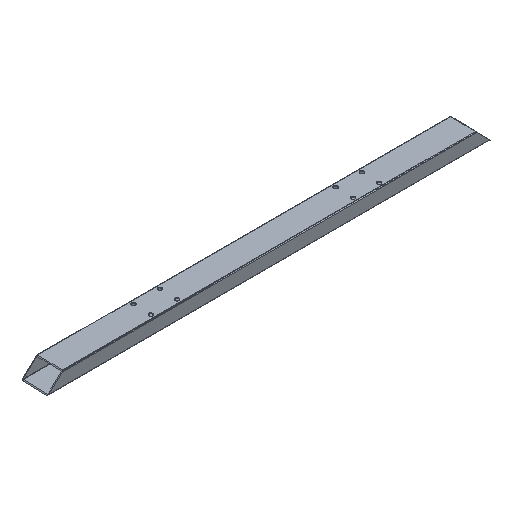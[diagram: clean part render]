
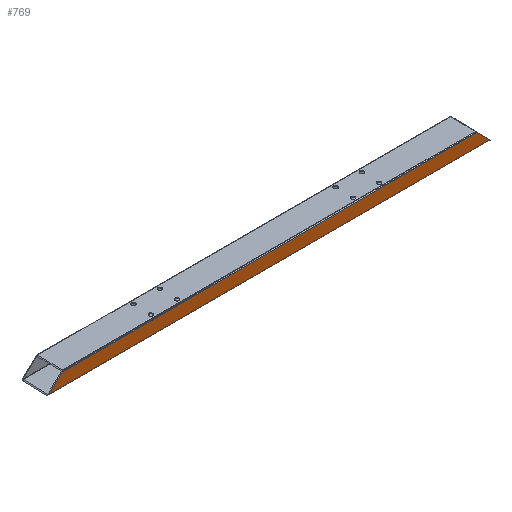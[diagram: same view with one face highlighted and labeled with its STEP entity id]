
A CAD part, isometric view. The second image highlights one B-rep face of the part: STEP entity #769.
In plain terms, the highlighted planar face has unit normal (0, -1, -0.032).
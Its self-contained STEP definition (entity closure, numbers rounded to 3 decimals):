
#22 = VERTEX_POINT('',#23);
#23 = CARTESIAN_POINT('',(-589.5,-33.744,-18.215));
#34 = PLANE('',#35);
#35 = AXIS2_PLACEMENT_3D('',#36,#37,#38);
#36 = CARTESIAN_POINT('',(-572.,0.679,0.394));
#37 = DIRECTION('',(0.707,0.023,-0.707));
#38 = DIRECTION('',(0.707,-0.023,0.707));
#48 = CYLINDRICAL_SURFACE('',#49,2.5);
#49 = AXIS2_PLACEMENT_3D('',#50,#51,#52);
#50 = CARTESIAN_POINT('',(0.,-31.245,
    -18.135));
#51 = DIRECTION('',(-1.,0.,0.));
#52 = DIRECTION('',(0.,-0.032,
    0.999));
#275 = VERTEX_POINT('',#276);
#276 = CARTESIAN_POINT('',(-554.5,-34.862,16.767));
#294 = CYLINDRICAL_SURFACE('',#295,2.5);
#295 = AXIS2_PLACEMENT_3D('',#296,#297,#298);
#296 = CARTESIAN_POINT('',(0.,-32.363,
    16.847));
#297 = DIRECTION('',(-1.,0.,0.));
#298 = DIRECTION('',(0.,-0.032,
    0.999));
#328 = EDGE_CURVE('',#22,#275,#329,.T.);
#329 = SURFACE_CURVE('',#330,(#334,#341),.PCURVE_S1.);
#330 = LINE('',#331,#332);
#331 = CARTESIAN_POINT('',(-589.5,-33.744,-18.215));
#332 = VECTOR('',#333,1.);
#333 = DIRECTION('',(0.707,-0.023,0.707)
  );
#334 = PCURVE('',#34,#335);
#335 = DEFINITIONAL_REPRESENTATION('',(#336),#340);
#336 = LINE('',#337,#338);
#337 = CARTESIAN_POINT('',(-24.749,35.));
#338 = VECTOR('',#339,1.);
#339 = DIRECTION('',(1.,0.));
#340 = ( GEOMETRIC_REPRESENTATION_CONTEXT(2) 
PARAMETRIC_REPRESENTATION_CONTEXT() REPRESENTATION_CONTEXT('2D SPACE',''
  ) );
#341 = PCURVE('',#342,#347);
#342 = PLANE('',#343);
#343 = AXIS2_PLACEMENT_3D('',#344,#345,#346);
#344 = CARTESIAN_POINT('',(0.,-33.744,
    -18.215));
#345 = DIRECTION('',(0.,-0.999,
    -0.032));
#346 = DIRECTION('',(0.,-0.032,
    0.999));
#347 = DEFINITIONAL_REPRESENTATION('',(#348),#352);
#348 = LINE('',#349,#350);
#349 = CARTESIAN_POINT('',(0.,589.5));
#350 = VECTOR('',#351,1.);
#351 = DIRECTION('',(0.707,-0.707));
#352 = ( GEOMETRIC_REPRESENTATION_CONTEXT(2) 
PARAMETRIC_REPRESENTATION_CONTEXT() REPRESENTATION_CONTEXT('2D SPACE',''
  ) );
#674 = VERTEX_POINT('',#675);
#675 = CARTESIAN_POINT('',(589.5,-33.744,-18.215));
#713 = PLANE('',#714);
#714 = AXIS2_PLACEMENT_3D('',#715,#716,#717);
#715 = CARTESIAN_POINT('',(572.,0.679,0.394));
#716 = DIRECTION('',(0.707,-0.023,0.707)
  );
#717 = DIRECTION('',(-0.707,-0.023,0.707)
  );
#727 = EDGE_CURVE('',#22,#674,#728,.T.);
#728 = SURFACE_CURVE('',#729,(#733,#762),.PCURVE_S1.);
#729 = LINE('',#730,#731);
#730 = CARTESIAN_POINT('',(-589.5,-33.744,-18.215));
#731 = VECTOR('',#732,1.);
#732 = DIRECTION('',(1.,0.,0.));
#733 = PCURVE('',#48,#734);
#734 = DEFINITIONAL_REPRESENTATION('',(#735),#761);
#735 = B_SPLINE_CURVE_WITH_KNOTS('',3,(#736,#737,#738,#739,#740,#741,
    #742,#743,#744,#745,#746,#747,#748,#749,#750,#751,#752,#753,#754,
    #755,#756,#757,#758,#759,#760),.UNSPECIFIED.,.F.,.F.,(4,1,1,1,1,1,1,
    1,1,1,1,1,1,1,1,1,1,1,1,1,1,1,4),(0.,53.591,107.182
    ,160.773,214.364,267.955,321.545,
    375.136,428.727,482.318,535.909,
    589.5,643.091,696.682,750.273,803.864
    ,857.455,911.045,964.636,1018.227,
    1071.818,1125.409,1179.),
  .QUASI_UNIFORM_KNOTS.);
#736 = CARTESIAN_POINT('',(4.712,589.5));
#737 = CARTESIAN_POINT('',(4.712,571.636));
#738 = CARTESIAN_POINT('',(4.712,535.909));
#739 = CARTESIAN_POINT('',(4.712,482.318));
#740 = CARTESIAN_POINT('',(4.712,428.727));
#741 = CARTESIAN_POINT('',(4.712,375.136));
#742 = CARTESIAN_POINT('',(4.712,321.545));
#743 = CARTESIAN_POINT('',(4.712,267.955));
#744 = CARTESIAN_POINT('',(4.712,214.364));
#745 = CARTESIAN_POINT('',(4.712,160.773));
#746 = CARTESIAN_POINT('',(4.712,107.182));
#747 = CARTESIAN_POINT('',(4.712,53.591));
#748 = CARTESIAN_POINT('',(4.712,0.));
#749 = CARTESIAN_POINT('',(4.712,-53.591));
#750 = CARTESIAN_POINT('',(4.712,-107.182));
#751 = CARTESIAN_POINT('',(4.712,-160.773));
#752 = CARTESIAN_POINT('',(4.712,-214.364));
#753 = CARTESIAN_POINT('',(4.712,-267.955));
#754 = CARTESIAN_POINT('',(4.712,-321.545));
#755 = CARTESIAN_POINT('',(4.712,-375.136));
#756 = CARTESIAN_POINT('',(4.712,-428.727));
#757 = CARTESIAN_POINT('',(4.712,-482.318));
#758 = CARTESIAN_POINT('',(4.712,-535.909));
#759 = CARTESIAN_POINT('',(4.712,-571.636));
#760 = CARTESIAN_POINT('',(4.712,-589.5));
#761 = ( GEOMETRIC_REPRESENTATION_CONTEXT(2) 
PARAMETRIC_REPRESENTATION_CONTEXT() REPRESENTATION_CONTEXT('2D SPACE',''
  ) );
#762 = PCURVE('',#342,#763);
#763 = DEFINITIONAL_REPRESENTATION('',(#764),#768);
#764 = LINE('',#765,#766);
#765 = CARTESIAN_POINT('',(0.,589.5));
#766 = VECTOR('',#767,1.);
#767 = DIRECTION('',(0.,-1.));
#768 = ( GEOMETRIC_REPRESENTATION_CONTEXT(2) 
PARAMETRIC_REPRESENTATION_CONTEXT() REPRESENTATION_CONTEXT('2D SPACE',''
  ) );
#769 = ADVANCED_FACE('',(#770),#342,.T.);
#770 = FACE_BOUND('',#771,.F.);
#771 = EDGE_LOOP('',(#772,#817,#838,#839));
#772 = ORIENTED_EDGE('',*,*,#773,.F.);
#773 = EDGE_CURVE('',#774,#275,#776,.T.);
#774 = VERTEX_POINT('',#775);
#775 = CARTESIAN_POINT('',(554.5,-34.862,16.767));
#776 = SURFACE_CURVE('',#777,(#781,#788),.PCURVE_S1.);
#777 = LINE('',#778,#779);
#778 = CARTESIAN_POINT('',(554.5,-34.862,16.767));
#779 = VECTOR('',#780,1.);
#780 = DIRECTION('',(-1.,0.,0.));
#781 = PCURVE('',#342,#782);
#782 = DEFINITIONAL_REPRESENTATION('',(#783),#787);
#783 = LINE('',#784,#785);
#784 = CARTESIAN_POINT('',(35.,-554.5));
#785 = VECTOR('',#786,1.);
#786 = DIRECTION('',(0.,1.));
#787 = ( GEOMETRIC_REPRESENTATION_CONTEXT(2) 
PARAMETRIC_REPRESENTATION_CONTEXT() REPRESENTATION_CONTEXT('2D SPACE',''
  ) );
#788 = PCURVE('',#294,#789);
#789 = DEFINITIONAL_REPRESENTATION('',(#790),#816);
#790 = B_SPLINE_CURVE_WITH_KNOTS('',3,(#791,#792,#793,#794,#795,#796,
    #797,#798,#799,#800,#801,#802,#803,#804,#805,#806,#807,#808,#809,
    #810,#811,#812,#813,#814,#815),.UNSPECIFIED.,.F.,.F.,(4,1,1,1,1,1,1,
    1,1,1,1,1,1,1,1,1,1,1,1,1,1,1,4),(0.,50.409,100.818
    ,151.227,201.636,252.045,302.455,
    352.864,403.273,453.682,504.091,554.5
    ,604.909,655.318,705.727,756.136,
    806.545,856.955,907.364,957.773,
    1008.182,1058.591,1109.),
  .QUASI_UNIFORM_KNOTS.);
#791 = CARTESIAN_POINT('',(4.712,-554.5));
#792 = CARTESIAN_POINT('',(4.712,-537.697));
#793 = CARTESIAN_POINT('',(4.712,-504.091));
#794 = CARTESIAN_POINT('',(4.712,-453.682));
#795 = CARTESIAN_POINT('',(4.712,-403.273));
#796 = CARTESIAN_POINT('',(4.712,-352.864));
#797 = CARTESIAN_POINT('',(4.712,-302.455));
#798 = CARTESIAN_POINT('',(4.712,-252.045));
#799 = CARTESIAN_POINT('',(4.712,-201.636));
#800 = CARTESIAN_POINT('',(4.712,-151.227));
#801 = CARTESIAN_POINT('',(4.712,-100.818));
#802 = CARTESIAN_POINT('',(4.712,-50.409));
#803 = CARTESIAN_POINT('',(4.712,0.));
#804 = CARTESIAN_POINT('',(4.712,50.409));
#805 = CARTESIAN_POINT('',(4.712,100.818));
#806 = CARTESIAN_POINT('',(4.712,151.227));
#807 = CARTESIAN_POINT('',(4.712,201.636));
#808 = CARTESIAN_POINT('',(4.712,252.045));
#809 = CARTESIAN_POINT('',(4.712,302.455));
#810 = CARTESIAN_POINT('',(4.712,352.864));
#811 = CARTESIAN_POINT('',(4.712,403.273));
#812 = CARTESIAN_POINT('',(4.712,453.682));
#813 = CARTESIAN_POINT('',(4.712,504.091));
#814 = CARTESIAN_POINT('',(4.712,537.697));
#815 = CARTESIAN_POINT('',(4.712,554.5));
#816 = ( GEOMETRIC_REPRESENTATION_CONTEXT(2) 
PARAMETRIC_REPRESENTATION_CONTEXT() REPRESENTATION_CONTEXT('2D SPACE',''
  ) );
#817 = ORIENTED_EDGE('',*,*,#818,.T.);
#818 = EDGE_CURVE('',#774,#674,#819,.T.);
#819 = SURFACE_CURVE('',#820,(#824,#831),.PCURVE_S1.);
#820 = LINE('',#821,#822);
#821 = CARTESIAN_POINT('',(554.5,-34.862,16.767));
#822 = VECTOR('',#823,1.);
#823 = DIRECTION('',(0.707,0.023,-0.707)
  );
#824 = PCURVE('',#342,#825);
#825 = DEFINITIONAL_REPRESENTATION('',(#826),#830);
#826 = LINE('',#827,#828);
#827 = CARTESIAN_POINT('',(35.,-554.5));
#828 = VECTOR('',#829,1.);
#829 = DIRECTION('',(-0.707,-0.707));
#830 = ( GEOMETRIC_REPRESENTATION_CONTEXT(2) 
PARAMETRIC_REPRESENTATION_CONTEXT() REPRESENTATION_CONTEXT('2D SPACE',''
  ) );
#831 = PCURVE('',#713,#832);
#832 = DEFINITIONAL_REPRESENTATION('',(#833),#837);
#833 = LINE('',#834,#835);
#834 = CARTESIAN_POINT('',(24.749,35.));
#835 = VECTOR('',#836,1.);
#836 = DIRECTION('',(-1.,0.));
#837 = ( GEOMETRIC_REPRESENTATION_CONTEXT(2) 
PARAMETRIC_REPRESENTATION_CONTEXT() REPRESENTATION_CONTEXT('2D SPACE',''
  ) );
#838 = ORIENTED_EDGE('',*,*,#727,.F.);
#839 = ORIENTED_EDGE('',*,*,#328,.T.);
